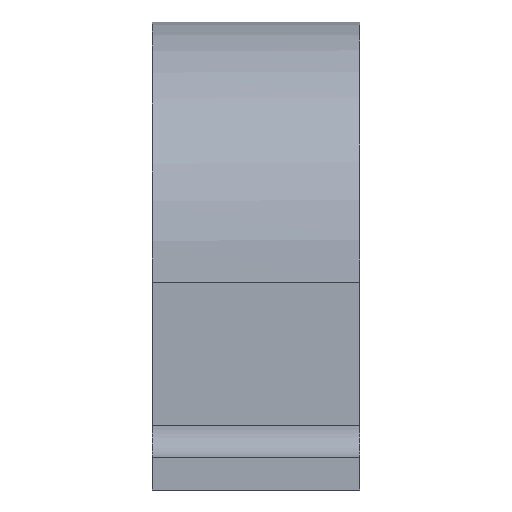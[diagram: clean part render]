
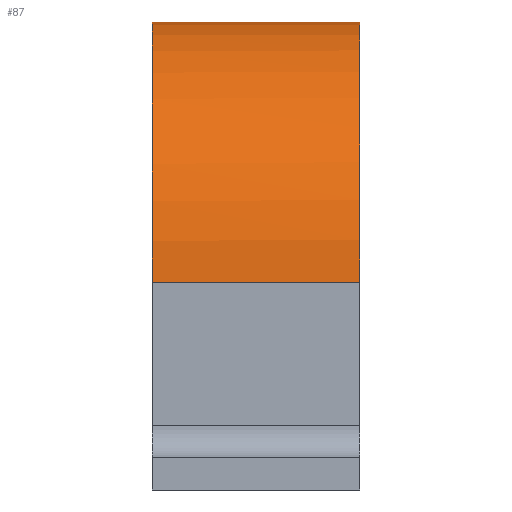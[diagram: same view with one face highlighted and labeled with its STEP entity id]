
A CAD part, left-side view. The second image highlights one B-rep face of the part: STEP entity #87.
In plain terms, the highlighted free-form (B-spline) face has degree [3, 1] with [4, 2] control points.
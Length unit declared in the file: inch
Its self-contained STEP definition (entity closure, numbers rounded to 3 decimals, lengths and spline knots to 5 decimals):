
#87=ADVANCED_FACE('',(#179),#180,.T.);
#179=FACE_OUTER_BOUND('',#330,.T.);
#180=B_SPLINE_SURFACE_WITH_KNOTS('',3,1,((#331,#332),(#333,#334),(#335,#336),(#337,#338)),.UNSPECIFIED.,.F.,.F.,.F.,(4,4),(2,2),(0.0,1.0),(0.0,1.625),.UNSPECIFIED.);
#330=EDGE_LOOP('',(#552,#553,#554,#555));
#331=CARTESIAN_POINT('',(3.42185,1.625,3.65839));
#332=CARTESIAN_POINT('',(3.42185,0.,3.65839));
#333=CARTESIAN_POINT('',(2.29841,1.625,3.65839));
#334=CARTESIAN_POINT('',(2.29841,0.,3.65839));
#335=CARTESIAN_POINT('',(1.38767,1.625,2.74765));
#336=CARTESIAN_POINT('',(1.38767,0.,2.74765));
#337=CARTESIAN_POINT('',(1.38767,1.625,1.62421));
#338=CARTESIAN_POINT('',(1.38767,0.,1.62421));
#552=ORIENTED_EDGE('',*,*,#726,.T.);
#553=ORIENTED_EDGE('',*,*,#680,.F.);
#554=ORIENTED_EDGE('',*,*,#704,.T.);
#555=ORIENTED_EDGE('',*,*,#675,.T.);
#675=EDGE_CURVE('',#803,#801,#804,.T.);
#680=EDGE_CURVE('',#809,#807,#811,.T.);
#704=EDGE_CURVE('',#809,#803,#850,.T.);
#726=EDGE_CURVE('',#801,#807,#881,.T.);
#801=VERTEX_POINT('',#1000);
#803=VERTEX_POINT('',#1003);
#804=LINE('',#1004,#1005);
#807=VERTEX_POINT('',#1009);
#809=VERTEX_POINT('',#1014);
#811=LINE('',#1019,#1020);
#850=B_SPLINE_CURVE_WITH_KNOTS('',3,(#1089,#1090,#1091,#1092),.UNSPECIFIED.,.F.,.F.,(4,4),(0.0,1.0),.UNSPECIFIED.);
#881=B_SPLINE_CURVE_WITH_KNOTS('',3,(#1151,#1152,#1153,#1154),.UNSPECIFIED.,.F.,.F.,(4,4),(-1.0,-0.0),.UNSPECIFIED.);
#1000=CARTESIAN_POINT('',(1.38767,0.,1.62421));
#1003=CARTESIAN_POINT('',(1.38767,1.625,1.62421));
#1004=CARTESIAN_POINT('',(1.38767,1.625,1.62421));
#1005=VECTOR('',#1226,1.0);
#1009=CARTESIAN_POINT('',(3.42185,0.,3.65839));
#1014=CARTESIAN_POINT('',(3.42185,1.625,3.65839));
#1019=CARTESIAN_POINT('',(3.42185,1.625,3.65839));
#1020=VECTOR('',#1228,1.0);
#1089=CARTESIAN_POINT('',(3.42185,1.625,3.65839));
#1090=CARTESIAN_POINT('',(2.29841,1.625,3.65839));
#1091=CARTESIAN_POINT('',(1.38767,1.625,2.74765));
#1092=CARTESIAN_POINT('',(1.38767,1.625,1.62421));
#1151=CARTESIAN_POINT('',(1.38767,0.,1.62421));
#1152=CARTESIAN_POINT('',(1.38767,0.,2.74765));
#1153=CARTESIAN_POINT('',(2.29841,0.,3.65839));
#1154=CARTESIAN_POINT('',(3.42185,0.,3.65839));
#1226=DIRECTION('',(0.0,-1.0,0.0));
#1228=DIRECTION('',(0.0,-1.0,0.0));
